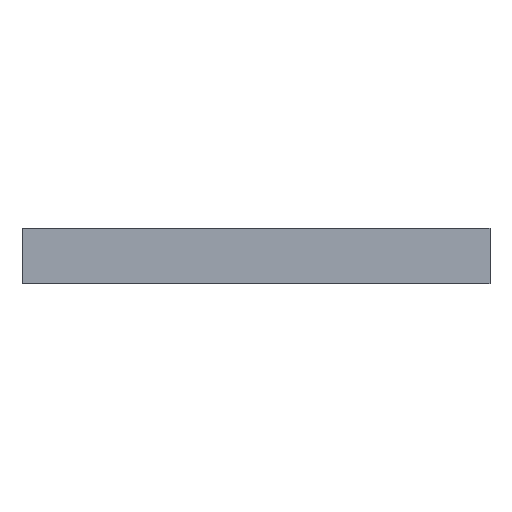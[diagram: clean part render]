
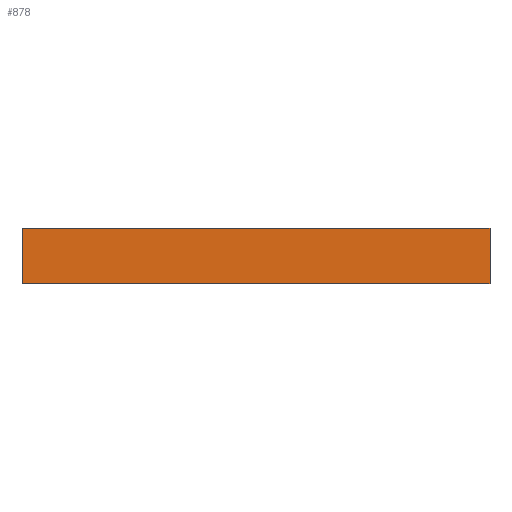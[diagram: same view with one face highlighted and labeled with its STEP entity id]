
A CAD part, front view. The second image highlights one B-rep face of the part: STEP entity #878.
In plain terms, the highlighted planar face has unit normal (0, -1, 0).
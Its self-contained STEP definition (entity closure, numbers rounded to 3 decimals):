
#44 = AXIS2_PLACEMENT_3D ( 'NONE', #339, #1279, #1873 ) ;
#90 = EDGE_CURVE ( 'NONE', #1458, #393, #1664, .T. ) ;
#97 = CARTESIAN_POINT ( 'NONE',  ( -158.363, -118.159, 0. ) ) ;
#137 = EDGE_CURVE ( 'NONE', #1812, #1529, #1108, .T. ) ;
#181 = PLANE ( 'NONE',  #44 ) ;
#219 = CARTESIAN_POINT ( 'NONE',  ( -73.363, -118.159, 10. ) ) ;
#339 = CARTESIAN_POINT ( 'NONE',  ( -158.363, -118.159, 10. ) ) ;
#393 = VERTEX_POINT ( 'NONE', #581 ) ;
#403 = VECTOR ( 'NONE', #1504, 1000. ) ;
#581 = CARTESIAN_POINT ( 'NONE',  ( -73.363, -118.159, 0. ) ) ;
#623 = FACE_OUTER_BOUND ( 'NONE', #1887, .T. ) ;
#624 = DIRECTION ( 'NONE',  ( 0., 0., -1. ) ) ;
#665 = CARTESIAN_POINT ( 'NONE',  ( -158.363, -118.159, 10. ) ) ;
#860 = VECTOR ( 'NONE', #1470, 1000. ) ;
#878 = ADVANCED_FACE ( 'NONE', ( #623 ), #181, .F. ) ;
#895 = CARTESIAN_POINT ( 'NONE',  ( -73.363, -118.159, 10. ) ) ;
#929 = CARTESIAN_POINT ( 'NONE',  ( -158.363, -118.159, 10. ) ) ;
#1010 = ORIENTED_EDGE ( 'NONE', *, *, #137, .F. ) ;
#1108 = LINE ( 'NONE', #929, #1518 ) ;
#1136 = EDGE_CURVE ( 'NONE', #1529, #393, #1771, .T. ) ;
#1168 = ORIENTED_EDGE ( 'NONE', *, *, #1408, .T. ) ;
#1279 = DIRECTION ( 'NONE',  ( 0., 1., 0. ) ) ;
#1408 = EDGE_CURVE ( 'NONE', #1812, #1458, #1712, .T. ) ;
#1458 = VERTEX_POINT ( 'NONE', #97 ) ;
#1470 = DIRECTION ( 'NONE',  ( 0., 0., -1. ) ) ;
#1504 = DIRECTION ( 'NONE',  ( 1., 0., 0. ) ) ;
#1511 = CARTESIAN_POINT ( 'NONE',  ( -158.363, -118.159, 10. ) ) ;
#1518 = VECTOR ( 'NONE', #1552, 1000. ) ;
#1529 = VERTEX_POINT ( 'NONE', #895 ) ;
#1552 = DIRECTION ( 'NONE',  ( 1., 0., 0. ) ) ;
#1609 = ORIENTED_EDGE ( 'NONE', *, *, #90, .T. ) ;
#1633 = CARTESIAN_POINT ( 'NONE',  ( -158.363, -118.159, 0. ) ) ;
#1664 = LINE ( 'NONE', #1633, #403 ) ;
#1712 = LINE ( 'NONE', #665, #1810 ) ;
#1771 = LINE ( 'NONE', #219, #860 ) ;
#1810 = VECTOR ( 'NONE', #624, 1000. ) ;
#1812 = VERTEX_POINT ( 'NONE', #1511 ) ;
#1873 = DIRECTION ( 'NONE',  ( 0., 0., 1. ) ) ;
#1887 = EDGE_LOOP ( 'NONE', ( #1609, #1995, #1010, #1168 ) ) ;
#1995 = ORIENTED_EDGE ( 'NONE', *, *, #1136, .F. ) ;
